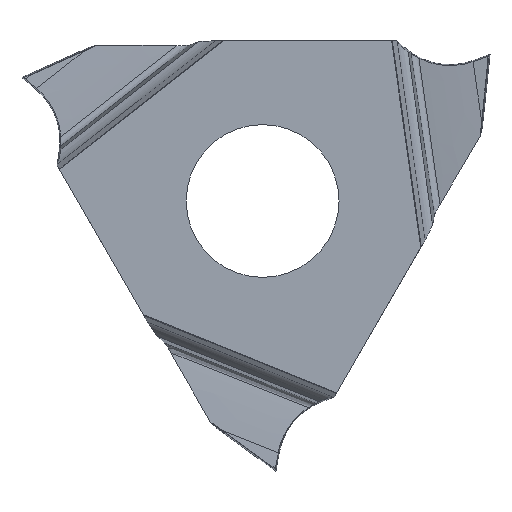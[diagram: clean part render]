
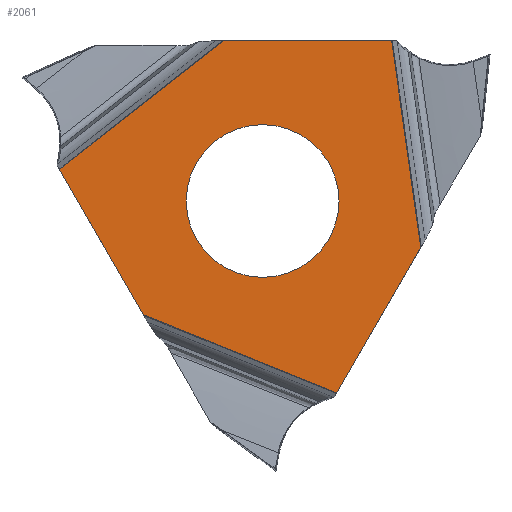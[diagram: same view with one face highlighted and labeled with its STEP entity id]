
A CAD part, left-side view. The second image highlights one B-rep face of the part: STEP entity #2061.
In plain terms, the highlighted planar face has unit normal (-1, 0, 0).
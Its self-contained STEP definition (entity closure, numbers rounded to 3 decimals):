
#42=DIRECTION('',(0.,-0.5,0.866));
#43=VECTOR('',#42,4.941);
#44=CARTESIAN_POINT('',(-3.18,-2.187,-5.652));
#45=LINE('',#44,#43);
#333=DIRECTION('',(0.,0.139,0.99));
#334=VECTOR('',#333,6.153);
#335=CARTESIAN_POINT('',(-3.18,-4.658,-1.373));
#336=LINE('',#335,#334);
#340=DIRECTION('',(0.,-0.927,-0.375));
#341=VECTOR('',#340,6.153);
#342=CARTESIAN_POINT('',(-3.18,3.518,-3.347));
#343=LINE('',#342,#341);
#916=CARTESIAN_POINT('',(-3.18,0.,0.));
#917=DIRECTION('',(1.,0.,0.));
#918=DIRECTION('',(0.,0.,-1.));
#919=AXIS2_PLACEMENT_3D('',#916,#917,#918);
#946=CARTESIAN_POINT('',(-3.18,0.,0.));
#947=DIRECTION('',(1.,0.,0.));
#948=DIRECTION('',(0.,0.,1.));
#949=AXIS2_PLACEMENT_3D('',#946,#947,#948);
#1198=DIRECTION('',(0.,-0.5,-0.866));
#1199=VECTOR('',#1198,4.941);
#1200=CARTESIAN_POINT('',(-3.18,5.988,0.932));
#1201=LINE('',#1200,#1199);
#1272=DIRECTION('',(0.,1.,0.));
#1273=VECTOR('',#1272,4.941);
#1274=CARTESIAN_POINT('',(-3.18,-3.801,4.72));
#1275=LINE('',#1274,#1273);
#1301=DIRECTION('',(0.,0.788,-0.616));
#1302=VECTOR('',#1301,6.153);
#1303=CARTESIAN_POINT('',(-3.18,1.14,4.72));
#1304=LINE('',#1303,#1302);
#1636=CARTESIAN_POINT('',(-3.18,-2.187,-5.652));
#1637=CARTESIAN_POINT('',(-3.18,-4.658,-1.373));
#1638=VERTEX_POINT('',#1636);
#1639=VERTEX_POINT('',#1637);
#1640=CARTESIAN_POINT('',(-3.18,-3.801,4.72));
#1641=CARTESIAN_POINT('',(-3.18,1.14,4.72));
#1642=VERTEX_POINT('',#1640);
#1643=VERTEX_POINT('',#1641);
#1644=CARTESIAN_POINT('',(-3.18,5.988,0.932));
#1645=CARTESIAN_POINT('',(-3.18,3.518,-3.347));
#1646=VERTEX_POINT('',#1644);
#1647=VERTEX_POINT('',#1645);
#1648=CARTESIAN_POINT('',(-3.18,0.,2.25));
#1649=CARTESIAN_POINT('',(-3.18,0.,-2.25));
#1650=VERTEX_POINT('',#1648);
#1651=VERTEX_POINT('',#1649);
#2038=CARTESIAN_POINT('',(-3.18,9.237,-9.));
#2039=DIRECTION('',(1.,0.,0.));
#2040=DIRECTION('',(0.,0.,1.));
#2041=AXIS2_PLACEMENT_3D('',#2038,#2039,#2040);
#2042=PLANE('',#2041);
#2043=ORIENTED_EDGE('',*,*,#1772,.F.);
#2045=ORIENTED_EDGE('',*,*,#2044,.F.);
#2047=ORIENTED_EDGE('',*,*,#2046,.F.);
#2049=ORIENTED_EDGE('',*,*,#2048,.F.);
#2051=ORIENTED_EDGE('',*,*,#2050,.F.);
#2052=ORIENTED_EDGE('',*,*,#2029,.F.);
#2053=EDGE_LOOP('',(#2043,#2045,#2047,#2049,#2051,#2052));
#2054=FACE_OUTER_BOUND('',#2053,.F.);
#2056=ORIENTED_EDGE('',*,*,#2055,.F.);
#2058=ORIENTED_EDGE('',*,*,#2057,.F.);
#2059=EDGE_LOOP('',(#2056,#2058));
#2060=FACE_BOUND('',#2059,.F.);
#920=CIRCLE('',#919,2.25);
#950=CIRCLE('',#949,2.25);
#1772=EDGE_CURVE('',#1638,#1639,#45,.T.);
#2029=EDGE_CURVE('',#1639,#1642,#336,.T.);
#2044=EDGE_CURVE('',#1647,#1638,#343,.T.);
#2046=EDGE_CURVE('',#1646,#1647,#1201,.T.);
#2048=EDGE_CURVE('',#1643,#1646,#1304,.T.);
#2050=EDGE_CURVE('',#1642,#1643,#1275,.T.);
#2055=EDGE_CURVE('',#1650,#1651,#950,.T.);
#2057=EDGE_CURVE('',#1651,#1650,#920,.T.);
#2061=ADVANCED_FACE('',(#2054,#2060),#2042,.F.);
